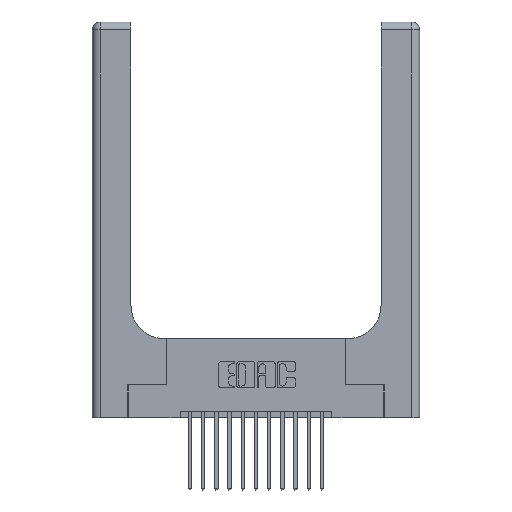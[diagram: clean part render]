
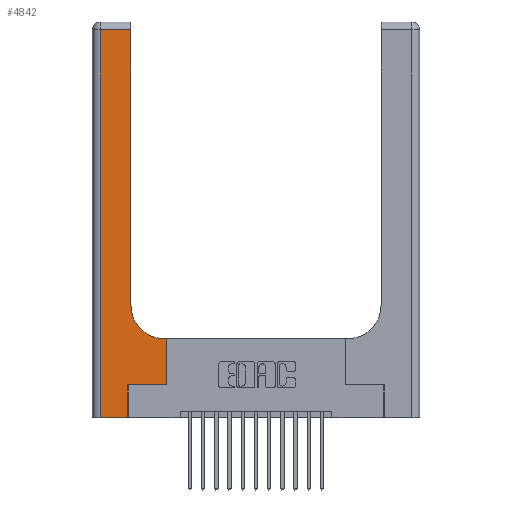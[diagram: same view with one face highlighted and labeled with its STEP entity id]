
A CAD part, top view. The second image highlights one B-rep face of the part: STEP entity #4842.
In plain terms, the highlighted planar face has unit normal (0, 0, 1).
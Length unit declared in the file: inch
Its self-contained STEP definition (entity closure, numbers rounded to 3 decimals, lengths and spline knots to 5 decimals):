
#106 = EDGE_CURVE ( 'NONE', #2092, #8805, #2112, .T. ) ;
#213 = VECTOR ( 'NONE', #16860, 39.37008 ) ;
#270 = EDGE_CURVE ( 'NONE', #5089, #14569, #794, .T. ) ;
#411 = CARTESIAN_POINT ( 'NONE',  ( 0.5585, 0.25, 0.37 ) ) ;
#523 = EDGE_CURVE ( 'NONE', #5397, #2092, #17554, .T. ) ;
#794 = LINE ( 'NONE', #16380, #14956 ) ;
#1025 = VECTOR ( 'NONE', #9044, 39.37008 ) ;
#1375 = CARTESIAN_POINT ( 'NONE',  ( 0.2915, 0.85, 0.37 ) ) ;
#1839 = CARTESIAN_POINT ( 'NONE',  ( 0.06, 3., 0.37 ) ) ;
#2092 = VERTEX_POINT ( 'NONE', #9041 ) ;
#2112 = LINE ( 'NONE', #7263, #4071 ) ;
#2222 = CARTESIAN_POINT ( 'NONE',  ( 0.2915, 0.6, 0.37 ) ) ;
#2328 = DIRECTION ( 'NONE',  ( 1., 0., 0. ) ) ;
#2689 = EDGE_CURVE ( 'NONE', #8805, #5089, #4476, .T. ) ;
#3124 = FACE_OUTER_BOUND ( 'NONE', #5891, .T. ) ;
#3350 = LINE ( 'NONE', #6755, #8800 ) ;
#3454 = DIRECTION ( 'NONE',  ( 0., 1., 0. ) ) ;
#3513 = VERTEX_POINT ( 'NONE', #13360 ) ;
#3573 = EDGE_CURVE ( 'NONE', #3513, #5397, #3350, .T. ) ;
#3662 = CIRCLE ( 'NONE', #5474, 0.25 ) ;
#4071 = VECTOR ( 'NONE', #10530, 39.37008 ) ;
#4359 = ORIENTED_EDGE ( 'NONE', *, *, #106, .T. ) ;
#4476 = LINE ( 'NONE', #8824, #8838 ) ;
#4640 = CARTESIAN_POINT ( 'NONE',  ( 0.5415, 0.6, 0.37 ) ) ;
#4713 = LINE ( 'NONE', #2222, #1025 ) ;
#4842 = ADVANCED_FACE ( 'NONE', ( #3124 ), #11040, .F. ) ;
#5089 = VERTEX_POINT ( 'NONE', #10852 ) ;
#5305 = CARTESIAN_POINT ( 'NONE',  ( 0.269, 0., 0.37 ) ) ;
#5397 = VERTEX_POINT ( 'NONE', #5816 ) ;
#5474 = AXIS2_PLACEMENT_3D ( 'NONE', #12202, #17507, #8135 ) ;
#5652 = VERTEX_POINT ( 'NONE', #4640 ) ;
#5793 = ORIENTED_EDGE ( 'NONE', *, *, #9818, .T. ) ;
#5816 = CARTESIAN_POINT ( 'NONE',  ( 0.06, 2.94, 0.37 ) ) ;
#5861 = ORIENTED_EDGE ( 'NONE', *, *, #2689, .T. ) ;
#5891 = EDGE_LOOP ( 'NONE', ( #6815, #7693, #15401, #4359, #5861, #15016, #12960, #7268, #5793 ) ) ;
#6449 = VECTOR ( 'NONE', #17269, 39.37008 ) ;
#6755 = CARTESIAN_POINT ( 'NONE',  ( 0., 2.94, 0.37 ) ) ;
#6815 = ORIENTED_EDGE ( 'NONE', *, *, #15240, .T. ) ;
#6977 = VERTEX_POINT ( 'NONE', #14866 ) ;
#7263 = CARTESIAN_POINT ( 'NONE',  ( 0., 0., 0.37 ) ) ;
#7268 = ORIENTED_EDGE ( 'NONE', *, *, #11288, .T. ) ;
#7324 = EDGE_CURVE ( 'NONE', #14569, #6977, #14577, .T. ) ;
#7693 = ORIENTED_EDGE ( 'NONE', *, *, #3573, .T. ) ;
#7985 = AXIS2_PLACEMENT_3D ( 'NONE', #15294, #11148, #15352 ) ;
#8061 = LINE ( 'NONE', #8418, #213 ) ;
#8135 = DIRECTION ( 'NONE',  ( 1., 0., 0. ) ) ;
#8418 = CARTESIAN_POINT ( 'NONE',  ( 0.2915, 3., 0.37 ) ) ;
#8800 = VECTOR ( 'NONE', #9690, 39.37008 ) ;
#8805 = VERTEX_POINT ( 'NONE', #5305 ) ;
#8824 = CARTESIAN_POINT ( 'NONE',  ( 0.269, 0., 0.37 ) ) ;
#8838 = VECTOR ( 'NONE', #12665, 39.37008 ) ;
#9041 = CARTESIAN_POINT ( 'NONE',  ( 0.06, 0., 0.37 ) ) ;
#9044 = DIRECTION ( 'NONE',  ( -1., 0., 0. ) ) ;
#9690 = DIRECTION ( 'NONE',  ( -1., 0., 0. ) ) ;
#9818 = EDGE_CURVE ( 'NONE', #5652, #16209, #3662, .T. ) ;
#10530 = DIRECTION ( 'NONE',  ( 1., 0., 0. ) ) ;
#10852 = CARTESIAN_POINT ( 'NONE',  ( 0.269, 0.25, 0.37 ) ) ;
#11040 = PLANE ( 'NONE',  #7985 ) ;
#11148 = DIRECTION ( 'NONE',  ( 0., 0., -1. ) ) ;
#11288 = EDGE_CURVE ( 'NONE', #6977, #5652, #4713, .T. ) ;
#12202 = CARTESIAN_POINT ( 'NONE',  ( 0.5415, 0.85, 0.37 ) ) ;
#12314 = CARTESIAN_POINT ( 'NONE',  ( 0.5585, 0.25, 0.37 ) ) ;
#12665 = DIRECTION ( 'NONE',  ( 0., 1., 0. ) ) ;
#12960 = ORIENTED_EDGE ( 'NONE', *, *, #7324, .T. ) ;
#13360 = CARTESIAN_POINT ( 'NONE',  ( 0.2915, 2.94, 0.37 ) ) ;
#13934 = VECTOR ( 'NONE', #3454, 39.37008 ) ;
#14569 = VERTEX_POINT ( 'NONE', #12314 ) ;
#14577 = LINE ( 'NONE', #411, #13934 ) ;
#14866 = CARTESIAN_POINT ( 'NONE',  ( 0.5585, 0.6, 0.37 ) ) ;
#14956 = VECTOR ( 'NONE', #2328, 39.37008 ) ;
#15016 = ORIENTED_EDGE ( 'NONE', *, *, #270, .T. ) ;
#15240 = EDGE_CURVE ( 'NONE', #16209, #3513, #8061, .T. ) ;
#15294 = CARTESIAN_POINT ( 'NONE',  ( 0., 3., 0.37 ) ) ;
#15352 = DIRECTION ( 'NONE',  ( -1., 0., 0. ) ) ;
#15401 = ORIENTED_EDGE ( 'NONE', *, *, #523, .T. ) ;
#16209 = VERTEX_POINT ( 'NONE', #1375 ) ;
#16380 = CARTESIAN_POINT ( 'NONE',  ( 0.269, 0.25, 0.37 ) ) ;
#16860 = DIRECTION ( 'NONE',  ( 0., 1., 0. ) ) ;
#17269 = DIRECTION ( 'NONE',  ( 0., -1., 0. ) ) ;
#17507 = DIRECTION ( 'NONE',  ( 0., 0., -1. ) ) ;
#17554 = LINE ( 'NONE', #1839, #6449 ) ;
